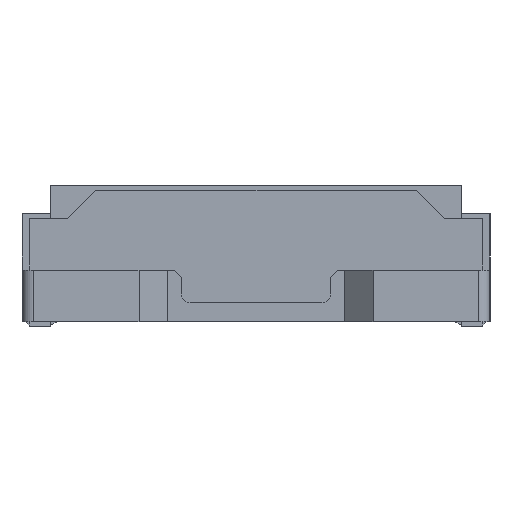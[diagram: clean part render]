
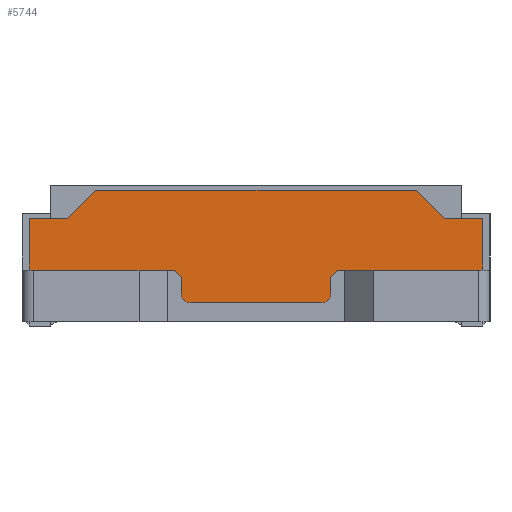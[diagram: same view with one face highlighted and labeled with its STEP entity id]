
A CAD part, left-side view. The second image highlights one B-rep face of the part: STEP entity #5744.
In plain terms, the highlighted planar face has unit normal (-1, 0, 0).
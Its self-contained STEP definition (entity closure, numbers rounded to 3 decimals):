
#322=FACE_OUTER_BOUND($,#648,.T.);
#648=EDGE_LOOP($,(#4854,#4855,#4856,#4857,#4858,#4859,#4860,#4861,#4862,
#4863,#4864,#4865,#4866,#4867,#4868,#4869));
#764=CIRCLE($,#6161,0.04);
#765=CIRCLE($,#6162,0.04);
#1346=LINE($,#9000,#2084);
#1396=LINE($,#9101,#2134);
#1400=LINE($,#9109,#2138);
#1401=LINE($,#9110,#2139);
#1402=LINE($,#9112,#2140);
#1403=LINE($,#9114,#2141);
#1404=LINE($,#9118,#2142);
#1405=LINE($,#9122,#2143);
#1406=LINE($,#9124,#2144);
#1407=LINE($,#9126,#2145);
#1408=LINE($,#9127,#2146);
#1409=LINE($,#9129,#2147);
#1410=LINE($,#9131,#2148);
#1411=LINE($,#9132,#2149);
#2084=VECTOR($,#7354,0.62);
#2134=VECTOR($,#7436,0.165);
#2138=VECTOR($,#7442,0.165);
#2139=VECTOR($,#7443,0.22);
#2140=VECTOR($,#7444,0.042);
#2141=VECTOR($,#7445,0.07);
#2142=VECTOR($,#7448,0.56);
#2143=VECTOR($,#7451,0.07);
#2144=VECTOR($,#7452,0.042);
#2145=VECTOR($,#7453,0.62);
#2146=VECTOR($,#7454,0.22);
#2147=VECTOR($,#7455,0.17);
#2148=VECTOR($,#7456,1.37);
#2149=VECTOR($,#7457,0.17);
#2660=VERTEX_POINT($,#8998);
#2661=VERTEX_POINT($,#8999);
#2695=VERTEX_POINT($,#9099);
#2696=VERTEX_POINT($,#9100);
#2698=VERTEX_POINT($,#9107);
#2699=VERTEX_POINT($,#9108);
#2700=VERTEX_POINT($,#9111);
#2701=VERTEX_POINT($,#9113);
#2702=VERTEX_POINT($,#9115);
#2703=VERTEX_POINT($,#9117);
#2704=VERTEX_POINT($,#9119);
#2705=VERTEX_POINT($,#9121);
#2706=VERTEX_POINT($,#9123);
#2707=VERTEX_POINT($,#9125);
#2708=VERTEX_POINT($,#9128);
#2709=VERTEX_POINT($,#9130);
#3390=EDGE_CURVE($,#2660,#2661,#1346,.T.);
#3440=EDGE_CURVE($,#2695,#2696,#1396,.T.);
#3444=EDGE_CURVE($,#2698,#2699,#1400,.T.);
#3445=EDGE_CURVE($,#2661,#2699,#1401,.T.);
#3446=EDGE_CURVE($,#2700,#2660,#1402,.T.);
#3447=EDGE_CURVE($,#2701,#2700,#1403,.T.);
#3448=EDGE_CURVE($,#2702,#2701,#764,.T.);
#3449=EDGE_CURVE($,#2703,#2702,#1404,.T.);
#3450=EDGE_CURVE($,#2704,#2703,#765,.T.);
#3451=EDGE_CURVE($,#2705,#2704,#1405,.T.);
#3452=EDGE_CURVE($,#2706,#2705,#1406,.T.);
#3453=EDGE_CURVE($,#2706,#2707,#1407,.T.);
#3454=EDGE_CURVE($,#2707,#2695,#1408,.T.);
#3455=EDGE_CURVE($,#2708,#2696,#1409,.T.);
#3456=EDGE_CURVE($,#2709,#2708,#1410,.T.);
#3457=EDGE_CURVE($,#2698,#2709,#1411,.T.);
#4854=ORIENTED_EDGE($,*,*,#3444,.T.);
#4855=ORIENTED_EDGE($,*,*,#3445,.F.);
#4856=ORIENTED_EDGE($,*,*,#3390,.F.);
#4857=ORIENTED_EDGE($,*,*,#3446,.F.);
#4858=ORIENTED_EDGE($,*,*,#3447,.F.);
#4859=ORIENTED_EDGE($,*,*,#3448,.F.);
#4860=ORIENTED_EDGE($,*,*,#3449,.F.);
#4861=ORIENTED_EDGE($,*,*,#3450,.F.);
#4862=ORIENTED_EDGE($,*,*,#3451,.F.);
#4863=ORIENTED_EDGE($,*,*,#3452,.F.);
#4864=ORIENTED_EDGE($,*,*,#3453,.T.);
#4865=ORIENTED_EDGE($,*,*,#3454,.T.);
#4866=ORIENTED_EDGE($,*,*,#3440,.T.);
#4867=ORIENTED_EDGE($,*,*,#3455,.F.);
#4868=ORIENTED_EDGE($,*,*,#3456,.F.);
#4869=ORIENTED_EDGE($,*,*,#3457,.F.);
#5433=PLANE($,#6160);
#5744=ADVANCED_FACE($,(#322),#5433,.F.);
#6160=AXIS2_PLACEMENT_3D($,#9106,#7440,#7441);
#6161=AXIS2_PLACEMENT_3D($,#9116,#7446,#7447);
#6162=AXIS2_PLACEMENT_3D($,#9120,#7449,#7450);
#7354=DIRECTION($,(0.,1.,0.));
#7436=DIRECTION($,(0.,1.,0.));
#7440=DIRECTION('center_axis',(1.,0.,0.));
#7441=DIRECTION('ref_axis',(0.,0.,-1.));
#7442=DIRECTION($,(0.,1.,0.));
#7443=DIRECTION($,(0.,0.,1.));
#7444=DIRECTION($,(0.,0.707,0.707));
#7445=DIRECTION($,(0.,0.,1.));
#7446=DIRECTION('center_axis',(1.,0.,0.));
#7447=DIRECTION('ref_axis',(0.,0.,-1.));
#7448=DIRECTION($,(0.,1.,0.));
#7449=DIRECTION('center_axis',(1.,0.,0.));
#7450=DIRECTION('ref_axis',(0.,-1.,0.));
#7451=DIRECTION($,(0.,0.,-1.));
#7452=DIRECTION($,(0.,0.707,-0.707));
#7453=DIRECTION($,(0.,-1.,0.));
#7454=DIRECTION($,(0.,0.,1.));
#7455=DIRECTION($,(0.,-0.707,-0.707));
#7456=DIRECTION($,(0.,-1.,0.));
#7457=DIRECTION($,(0.,-0.707,0.707));
#8998=CARTESIAN_POINT('',(-2.795,0.35,0.24));
#8999=CARTESIAN_POINT('',(-2.795,0.97,0.24));
#9000=CARTESIAN_POINT($,(-2.795,0.35,0.24));
#9099=CARTESIAN_POINT('',(-2.795,-0.97,0.46));
#9100=CARTESIAN_POINT('',(-2.795,-0.805,0.46));
#9101=CARTESIAN_POINT($,(-2.795,-0.97,0.46));
#9106=CARTESIAN_POINT('Origin',(-2.795,0.,0.366));
#9107=CARTESIAN_POINT('',(-2.795,0.805,0.46));
#9108=CARTESIAN_POINT('',(-2.795,0.97,0.46));
#9109=CARTESIAN_POINT($,(-2.795,0.805,0.46));
#9110=CARTESIAN_POINT($,(-2.795,0.97,0.24));
#9111=CARTESIAN_POINT('',(-2.795,0.32,0.21));
#9112=CARTESIAN_POINT($,(-2.795,0.32,0.21));
#9113=CARTESIAN_POINT('',(-2.795,0.32,0.14));
#9114=CARTESIAN_POINT($,(-2.795,0.32,0.14));
#9115=CARTESIAN_POINT('',(-2.795,0.28,0.1));
#9116=CARTESIAN_POINT('Origin',(-2.795,0.28,0.14));
#9117=CARTESIAN_POINT('',(-2.795,-0.28,0.1));
#9118=CARTESIAN_POINT($,(-2.795,-0.28,0.1));
#9119=CARTESIAN_POINT('',(-2.795,-0.32,0.14));
#9120=CARTESIAN_POINT('Origin',(-2.795,-0.28,0.14));
#9121=CARTESIAN_POINT('',(-2.795,-0.32,0.21));
#9122=CARTESIAN_POINT($,(-2.795,-0.32,0.21));
#9123=CARTESIAN_POINT('',(-2.795,-0.35,0.24));
#9124=CARTESIAN_POINT($,(-2.795,-0.35,0.24));
#9125=CARTESIAN_POINT('',(-2.795,-0.97,0.24));
#9126=CARTESIAN_POINT($,(-2.795,-0.47,0.24));
#9127=CARTESIAN_POINT($,(-2.795,-0.97,0.24));
#9128=CARTESIAN_POINT('',(-2.795,-0.685,0.58));
#9129=CARTESIAN_POINT($,(-2.795,-0.685,0.58));
#9130=CARTESIAN_POINT('',(-2.795,0.685,0.58));
#9131=CARTESIAN_POINT($,(-2.795,0.685,0.58));
#9132=CARTESIAN_POINT($,(-2.795,0.805,0.46));
